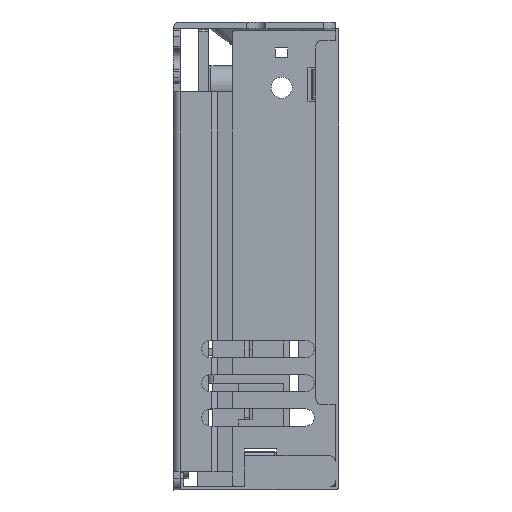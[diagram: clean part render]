
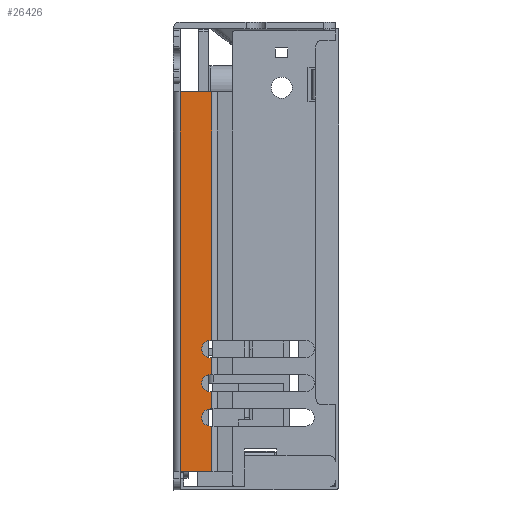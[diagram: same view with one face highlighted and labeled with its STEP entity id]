
A CAD part, front view. The second image highlights one B-rep face of the part: STEP entity #26426.
In plain terms, the highlighted face is planar.
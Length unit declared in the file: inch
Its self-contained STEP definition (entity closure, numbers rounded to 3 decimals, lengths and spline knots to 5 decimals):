
#1160 = LINE ( 'NONE', #82407, #44017 ) ;
#1466 = EDGE_CURVE ( 'NONE', #46891, #26349, #15990, .T. ) ;
#2237 = CARTESIAN_POINT ( 'NONE',  ( -2.55118, 0.20866, -3.89764 ) ) ;
#2433 = ORIENTED_EDGE ( 'NONE', *, *, #90119, .T. ) ;
#3487 = LINE ( 'NONE', #34580, #70401 ) ;
#3964 = ORIENTED_EDGE ( 'NONE', *, *, #89922, .T. ) ;
#4626 = VECTOR ( 'NONE', #21177, 39.37008 ) ;
#6157 = EDGE_CURVE ( 'NONE', #51949, #44797, #1160, .T. ) ;
#7360 = VECTOR ( 'NONE', #20246, 39.37008 ) ;
#7895 = VERTEX_POINT ( 'NONE', #22966 ) ;
#8254 = ORIENTED_EDGE ( 'NONE', *, *, #93600, .T. ) ;
#8334 = FACE_OUTER_BOUND ( 'NONE', #74451, .T. ) ;
#8666 = EDGE_CURVE ( 'NONE', #46891, #54561, #39013, .T. ) ;
#8942 = ORIENTED_EDGE ( 'NONE', *, *, #55825, .T. ) ;
#9400 = VERTEX_POINT ( 'NONE', #69553 ) ;
#9586 = DIRECTION ( 'NONE',  ( 0., 1., 0. ) ) ;
#10246 = EDGE_CURVE ( 'NONE', #23293, #58863, #33521, .T. ) ;
#10450 = LINE ( 'NONE', #64378, #95156 ) ;
#12806 = LINE ( 'NONE', #35677, #24325 ) ;
#13975 = CARTESIAN_POINT ( 'NONE',  ( -2.31496, 0.21881, -3.89764 ) ) ;
#15524 = DIRECTION ( 'NONE',  ( 1., 0., 0. ) ) ;
#15910 = ORIENTED_EDGE ( 'NONE', *, *, #1466, .F. ) ;
#15990 = LINE ( 'NONE', #65657, #42432 ) ;
#18807 = ORIENTED_EDGE ( 'NONE', *, *, #38588, .F. ) ;
#19067 = CARTESIAN_POINT ( 'NONE',  ( -2.43307, 0.20866, -3.89764 ) ) ;
#19278 = CARTESIAN_POINT ( 'NONE',  ( -2.43307, 0.20866, -3.89764 ) ) ;
#19397 = VERTEX_POINT ( 'NONE', #29857 ) ;
#20169 = CARTESIAN_POINT ( 'NONE',  ( -3.10236, 0.21881, -3.89764 ) ) ;
#20246 = DIRECTION ( 'NONE',  ( 0., 1., 0. ) ) ;
#20813 = CARTESIAN_POINT ( 'NONE',  ( -2.66929, -0.04724, -3.89764 ) ) ;
#21177 = DIRECTION ( 'NONE',  ( 0., -1., 0. ) ) ;
#22273 = DIRECTION ( 'NONE',  ( 0., -1., 0. ) ) ;
#22966 = CARTESIAN_POINT ( 'NONE',  ( -2.43307, 0.21881, -3.89764 ) ) ;
#23293 = VERTEX_POINT ( 'NONE', #2237 ) ;
#23353 = CIRCLE ( 'NONE', #37388, 0.05906 ) ;
#24325 = VECTOR ( 'NONE', #87218, 39.37008 ) ;
#26137 = VERTEX_POINT ( 'NONE', #89205 ) ;
#26349 = VERTEX_POINT ( 'NONE', #72086 ) ;
#26426 = ADVANCED_FACE ( 'NONE', ( #8334 ), #82752, .F. ) ;
#27242 = ORIENTED_EDGE ( 'NONE', *, *, #54260, .T. ) ;
#28344 = LINE ( 'NONE', #95427, #35399 ) ;
#28825 = DIRECTION ( 'NONE',  ( -1., 0., 0. ) ) ;
#29535 = ORIENTED_EDGE ( 'NONE', *, *, #79351, .F. ) ;
#29798 = DIRECTION ( 'NONE',  ( 0., 1., 0. ) ) ;
#29857 = CARTESIAN_POINT ( 'NONE',  ( -2.66929, 0.20866, -3.89764 ) ) ;
#30245 = DIRECTION ( 'NONE',  ( 0., -1., 0. ) ) ;
#30517 = EDGE_CURVE ( 'NONE', #80771, #73120, #10450, .T. ) ;
#31059 = EDGE_CURVE ( 'NONE', #23293, #80771, #3487, .T. ) ;
#31371 = CARTESIAN_POINT ( 'NONE',  ( -2.72835, 0.20866, -3.89764 ) ) ;
#31966 = DIRECTION ( 'NONE',  ( 0., 0., 1. ) ) ;
#33521 = CIRCLE ( 'NONE', #61540, 0.05906 ) ;
#34580 = CARTESIAN_POINT ( 'NONE',  ( -2.55118, -0.04724, -3.89764 ) ) ;
#35399 = VECTOR ( 'NONE', #28825, 39.37008 ) ;
#35677 = CARTESIAN_POINT ( 'NONE',  ( -3.10236, 0.21881, -3.89764 ) ) ;
#37388 = AXIS2_PLACEMENT_3D ( 'NONE', #31371, #90218, #82916 ) ;
#38015 = DIRECTION ( 'NONE',  ( 0., 0., 1. ) ) ;
#38588 = EDGE_CURVE ( 'NONE', #51949, #7895, #12806, .T. ) ;
#39013 = LINE ( 'NONE', #46793, #42760 ) ;
#39742 = CARTESIAN_POINT ( 'NONE',  ( -2.25591, 0.20866, -3.89764 ) ) ;
#41563 = DIRECTION ( 'NONE',  ( 0., 1., 0. ) ) ;
#42432 = VECTOR ( 'NONE', #15524, 39.37008 ) ;
#42760 = VECTOR ( 'NONE', #29798, 39.37008 ) ;
#43211 = LINE ( 'NONE', #20813, #65101 ) ;
#44017 = VECTOR ( 'NONE', #82873, 39.37008 ) ;
#44653 = VECTOR ( 'NONE', #41563, 39.37008 ) ;
#44797 = VERTEX_POINT ( 'NONE', #55790 ) ;
#45001 = LINE ( 'NONE', #74672, #4626 ) ;
#45788 = CARTESIAN_POINT ( 'NONE',  ( -3.10236, -0.04724, -3.89764 ) ) ;
#46449 = CARTESIAN_POINT ( 'NONE',  ( -3.10236, 0.21881, -3.89764 ) ) ;
#46793 = CARTESIAN_POINT ( 'NONE',  ( -3.10236, 0., -3.89764 ) ) ;
#46891 = VERTEX_POINT ( 'NONE', #59248 ) ;
#48047 = CARTESIAN_POINT ( 'NONE',  ( -2.55118, 0.21881, -3.89764 ) ) ;
#49786 = CARTESIAN_POINT ( 'NONE',  ( -2.7874, 0.86614, -3.89764 ) ) ;
#50739 = LINE ( 'NONE', #49786, #52594 ) ;
#51058 = AXIS2_PLACEMENT_3D ( 'NONE', #39742, #31966, #9586 ) ;
#51949 = VERTEX_POINT ( 'NONE', #13975 ) ;
#52594 = VECTOR ( 'NONE', #80421, 39.37008 ) ;
#53416 = VECTOR ( 'NONE', #95053, 39.37008 ) ;
#54260 = EDGE_CURVE ( 'NONE', #44797, #9400, #92998, .T. ) ;
#54561 = VERTEX_POINT ( 'NONE', #46449 ) ;
#55009 = EDGE_CURVE ( 'NONE', #73120, #19397, #43211, .T. ) ;
#55790 = CARTESIAN_POINT ( 'NONE',  ( -2.31496, 0.20866, -3.89764 ) ) ;
#55825 = EDGE_CURVE ( 'NONE', #84149, #63699, #50739, .T. ) ;
#57568 = CARTESIAN_POINT ( 'NONE',  ( -2.49213, 0.20866, -3.89764 ) ) ;
#58863 = VERTEX_POINT ( 'NONE', #19067 ) ;
#59248 = CARTESIAN_POINT ( 'NONE',  ( -3.10236, 0., -3.89764 ) ) ;
#60311 = CARTESIAN_POINT ( 'NONE',  ( -2.66929, 0.21881, -3.89764 ) ) ;
#61540 = AXIS2_PLACEMENT_3D ( 'NONE', #57568, #70723, #86737 ) ;
#61561 = ORIENTED_EDGE ( 'NONE', *, *, #8666, .T. ) ;
#61576 = LINE ( 'NONE', #62056, #44653 ) ;
#62056 = CARTESIAN_POINT ( 'NONE',  ( -2.19685, 0.20866, -3.89764 ) ) ;
#63674 = EDGE_CURVE ( 'NONE', #63699, #19397, #23353, .T. ) ;
#63699 = VERTEX_POINT ( 'NONE', #88772 ) ;
#64378 = CARTESIAN_POINT ( 'NONE',  ( -3.10236, 0.21881, -3.89764 ) ) ;
#64860 = ORIENTED_EDGE ( 'NONE', *, *, #82544, .F. ) ;
#65101 = VECTOR ( 'NONE', #22273, 39.37008 ) ;
#65657 = CARTESIAN_POINT ( 'NONE',  ( 0., 0., -3.89764 ) ) ;
#67144 = ORIENTED_EDGE ( 'NONE', *, *, #55009, .F. ) ;
#67326 = ORIENTED_EDGE ( 'NONE', *, *, #63674, .T. ) ;
#69437 = ORIENTED_EDGE ( 'NONE', *, *, #30517, .F. ) ;
#69553 = CARTESIAN_POINT ( 'NONE',  ( -2.19685, 0.20866, -3.89764 ) ) ;
#70401 = VECTOR ( 'NONE', #71106, 39.37008 ) ;
#70723 = DIRECTION ( 'NONE',  ( 0., 0., 1. ) ) ;
#71106 = DIRECTION ( 'NONE',  ( 0., 1., 0. ) ) ;
#71957 = VERTEX_POINT ( 'NONE', #87499 ) ;
#72086 = CARTESIAN_POINT ( 'NONE',  ( -0.48228, 0., -3.89764 ) ) ;
#72785 = LINE ( 'NONE', #19278, #7360 ) ;
#73120 = VERTEX_POINT ( 'NONE', #60311 ) ;
#74451 = EDGE_LOOP ( 'NONE', ( #29535, #8942, #67326, #67144, #69437, #75954, #96072, #3964, #18807, #83853, #27242, #2433, #64860, #8254, #15910, #61561 ) ) ;
#74672 = CARTESIAN_POINT ( 'NONE',  ( -0.48228, 0., -3.89764 ) ) ;
#75954 = ORIENTED_EDGE ( 'NONE', *, *, #31059, .F. ) ;
#79351 = EDGE_CURVE ( 'NONE', #84149, #54561, #28344, .T. ) ;
#79527 = LINE ( 'NONE', #20169, #53416 ) ;
#80421 = DIRECTION ( 'NONE',  ( 0., -1., 0. ) ) ;
#80771 = VERTEX_POINT ( 'NONE', #48047 ) ;
#81057 = CARTESIAN_POINT ( 'NONE',  ( -2.7874, 0.21881, -3.89764 ) ) ;
#82407 = CARTESIAN_POINT ( 'NONE',  ( -2.31496, 0.86614, -3.89764 ) ) ;
#82544 = EDGE_CURVE ( 'NONE', #26137, #71957, #79527, .T. ) ;
#82752 = PLANE ( 'NONE',  #85394 ) ;
#82873 = DIRECTION ( 'NONE',  ( 0., -1., 0. ) ) ;
#82916 = DIRECTION ( 'NONE',  ( 0., 1., 0. ) ) ;
#83853 = ORIENTED_EDGE ( 'NONE', *, *, #6157, .T. ) ;
#84149 = VERTEX_POINT ( 'NONE', #81057 ) ;
#85394 = AXIS2_PLACEMENT_3D ( 'NONE', #45788, #38015, #30245 ) ;
#86737 = DIRECTION ( 'NONE',  ( 0., 1., 0. ) ) ;
#87218 = DIRECTION ( 'NONE',  ( -1., 0., 0. ) ) ;
#87499 = CARTESIAN_POINT ( 'NONE',  ( -2.19685, 0.21881, -3.89764 ) ) ;
#88772 = CARTESIAN_POINT ( 'NONE',  ( -2.7874, 0.20866, -3.89764 ) ) ;
#89205 = CARTESIAN_POINT ( 'NONE',  ( -0.48228, 0.21881, -3.89764 ) ) ;
#89922 = EDGE_CURVE ( 'NONE', #58863, #7895, #72785, .T. ) ;
#90119 = EDGE_CURVE ( 'NONE', #9400, #71957, #61576, .T. ) ;
#90218 = DIRECTION ( 'NONE',  ( 0., 0., 1. ) ) ;
#92156 = DIRECTION ( 'NONE',  ( -1., 0., 0. ) ) ;
#92998 = CIRCLE ( 'NONE', #51058, 0.05906 ) ;
#93600 = EDGE_CURVE ( 'NONE', #26137, #26349, #45001, .T. ) ;
#95053 = DIRECTION ( 'NONE',  ( -1., 0., 0. ) ) ;
#95156 = VECTOR ( 'NONE', #92156, 39.37008 ) ;
#95427 = CARTESIAN_POINT ( 'NONE',  ( -3.10236, 0.21881, -3.89764 ) ) ;
#96072 = ORIENTED_EDGE ( 'NONE', *, *, #10246, .T. ) ;
